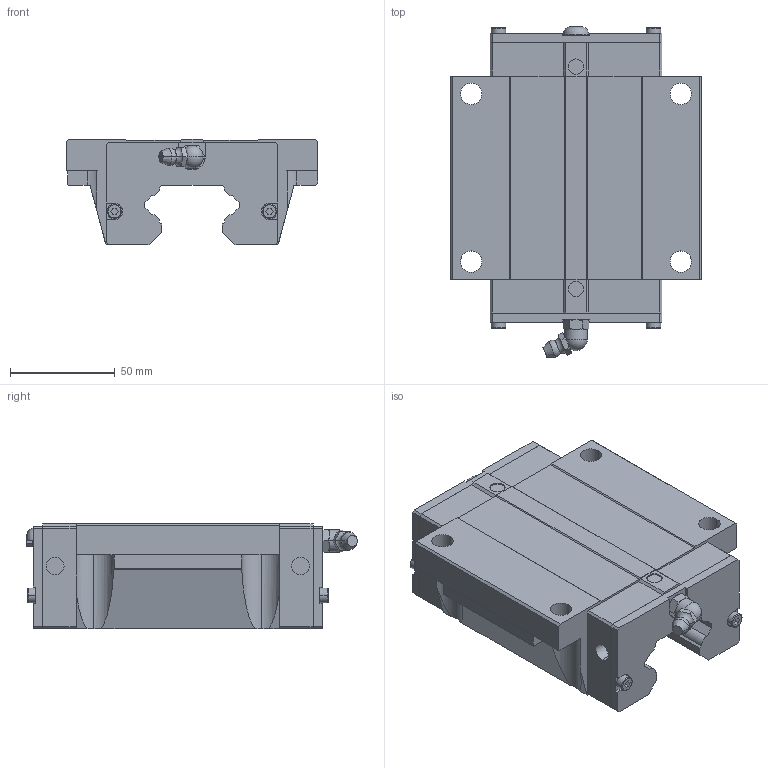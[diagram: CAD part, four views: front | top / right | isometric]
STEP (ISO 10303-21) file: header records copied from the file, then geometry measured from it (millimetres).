
FILE_DESCRIPTION (( 'STEP AP214' ), '1' );
FILE_NAME ('HGW45H.STEP', '2025-10-21T07:28:45', ( '' ), ( '' ), 'SwSTEP 2.0', 'SolidWorks 2024', '' );
FILE_SCHEMA (( 'AUTOMOTIVE_DESIGN' ));
Length unit declared in the file: millimetre
Products named in the file (1): HGW45H
Bounding box: 120 x 157.72 x 50.5 mm (x, y, z)
Volume: 501648.5 mm3; surface area: 65462 mm2
Topology: 1 solids, 6 shells, 580 faces, 1554 edges, 1014 vertices
Faces by surface type: plane 354, bspline 108, cylinder 70, torus 32, cone 14, sphere 2
Entity records: 23963 total; most frequent: CARTESIAN_POINT 10164, ORIENTED_EDGE 3092, DIRECTION 2432, EDGE_CURVE 1546, LINE 1064, VECTOR 1064, VERTEX_POINT 1012, AXIS2_PLACEMENT_3D 684
